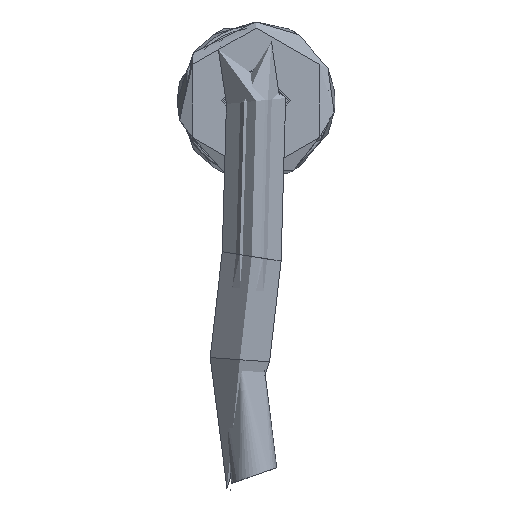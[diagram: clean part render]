
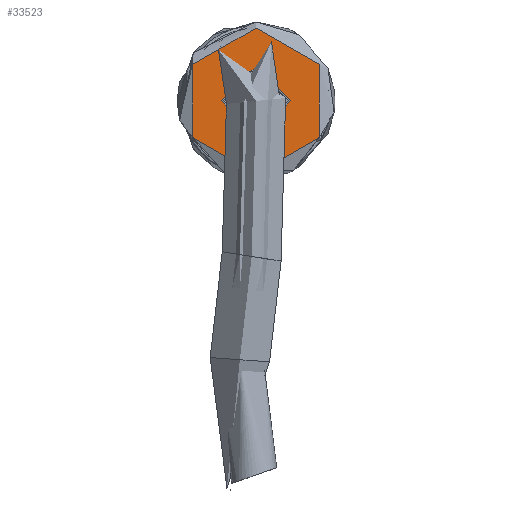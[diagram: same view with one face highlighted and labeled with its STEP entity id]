
A CAD part, left-side view. The second image highlights one B-rep face of the part: STEP entity #33523.
In plain terms, the highlighted face is planar.
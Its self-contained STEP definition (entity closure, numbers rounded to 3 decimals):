
#2458 = DIRECTION ( 'NONE',  ( 1., 0., 0. ) ) ;
#2875 = CARTESIAN_POINT ( 'NONE',  ( 0., 0., 10.5 ) ) ;
#3633 = ORIENTED_EDGE ( 'NONE', *, *, #32975, .F. ) ;
#4179 = CIRCLE ( 'NONE', #30288, 24. ) ;
#7279 = CARTESIAN_POINT ( 'NONE',  ( 0., 0., 10.5 ) ) ;
#7756 = DIRECTION ( 'NONE',  ( 0., 0., 1. ) ) ;
#9247 = AXIS2_PLACEMENT_3D ( 'NONE', #7279, #29541, #32750 ) ;
#11674 = VERTEX_POINT ( 'NONE', #32472 ) ;
#12188 = EDGE_CURVE ( 'NONE', #11674, #11674, #4179, .T. ) ;
#12617 = VERTEX_POINT ( 'NONE', #13861 ) ;
#13861 = CARTESIAN_POINT ( 'NONE',  ( 11.3, 0., 10.5 ) ) ;
#14134 = FACE_BOUND ( 'NONE', #14764, .T. ) ;
#14355 = AXIS2_PLACEMENT_3D ( 'NONE', #39373, #7756, #32805 ) ;
#14764 = EDGE_LOOP ( 'NONE', ( #3633 ) ) ;
#18728 = ORIENTED_EDGE ( 'NONE', *, *, #12188, .T. ) ;
#21679 = DIRECTION ( 'NONE',  ( 0., 0., 1. ) ) ;
#24189 = CIRCLE ( 'NONE', #14355, 11.3 ) ;
#26044 = PLANE ( 'NONE',  #9247 ) ;
#29541 = DIRECTION ( 'NONE',  ( 0., 0., 1. ) ) ;
#30288 = AXIS2_PLACEMENT_3D ( 'NONE', #2875, #21679, #2458 ) ;
#32472 = CARTESIAN_POINT ( 'NONE',  ( 24., 0., 10.5 ) ) ;
#32750 = DIRECTION ( 'NONE',  ( 1., 0., 0. ) ) ;
#32805 = DIRECTION ( 'NONE',  ( 1., 0., 0. ) ) ;
#32975 = EDGE_CURVE ( 'NONE', #12617, #12617, #24189, .T. ) ;
#33523 = ADVANCED_FACE ( 'NONE', ( #14134, #33655 ), #26044, .T. ) ;
#33655 = FACE_OUTER_BOUND ( 'NONE', #34572, .T. ) ;
#34572 = EDGE_LOOP ( 'NONE', ( #18728 ) ) ;
#39373 = CARTESIAN_POINT ( 'NONE',  ( 0., 0., 10.5 ) ) ;
